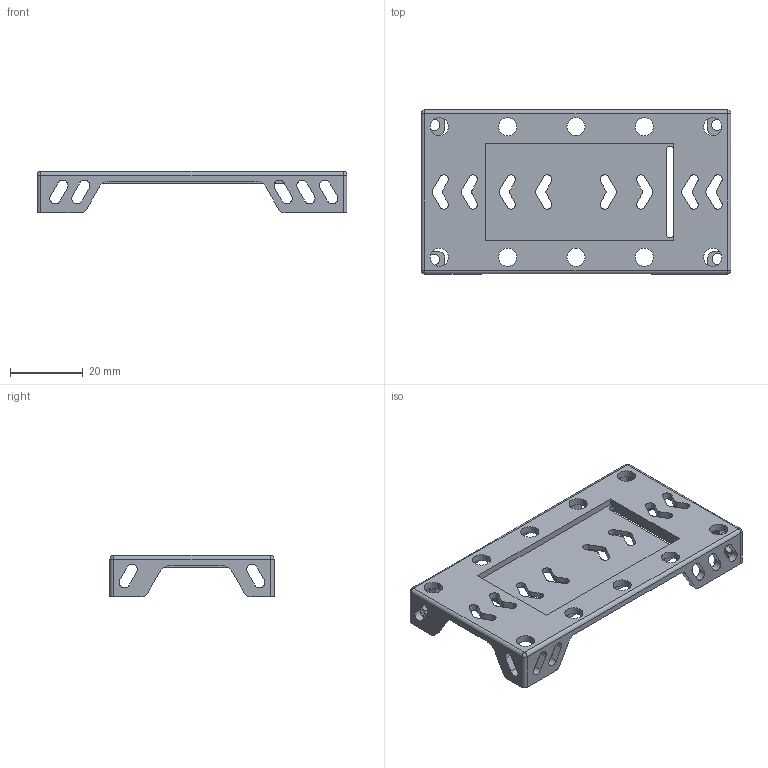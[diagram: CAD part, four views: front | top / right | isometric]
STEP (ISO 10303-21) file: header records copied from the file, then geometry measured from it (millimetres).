
FILE_DESCRIPTION(/* description */ (''),/* implementation_level */ '2;1');
FILE_NAME(/* name */ 'funsion360_modeling_06 v41.step',/* time_stamp */ '2022-07-16T13:09:47+08:00',/* author */ (''),/* organization */ (''),/* preprocessor_version */ 'ST-DEVELOPER v19',/* originating_system */ 'Autodesk Translation Framework v11.7.0.108',/* authorisation */ '');
FILE_SCHEMA (('AUTOMOTIVE_DESIGN { 1 0 10303 214 3 1 1 }'));
Length unit declared in the file: millimetre
Products named in the file (1): funsion360_modeling_06
Bounding box: 85 x 45 x 11.25 mm (x, y, z)
Volume: 8272.8 mm3; surface area: 10792.2 mm2
Topology: 1 solids, 1 shells, 221 faces, 654 edges, 430 vertices
Faces by surface type: plane 109, cylinder 108, sphere 4
Full cylindrical faces by diameter (mm): 3 x4, 5 x10
Entity records: 7638 total; most frequent: DIRECTION 1320, ORIENTED_EDGE 1308, CARTESIAN_POINT 1306, EDGE_CURVE 654, AXIS2_PLACEMENT_3D 444, LINE 432, VECTOR 432, VERTEX_POINT 430
